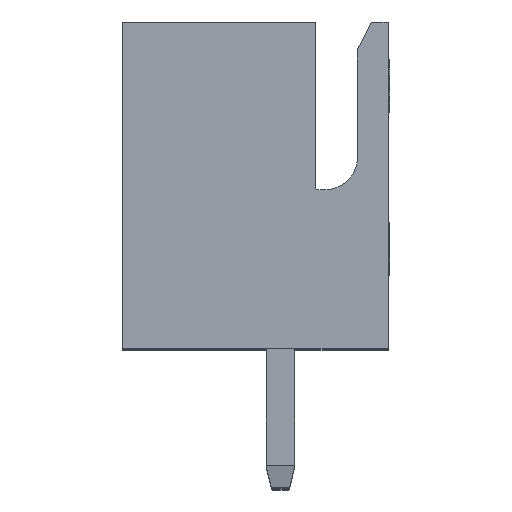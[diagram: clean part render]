
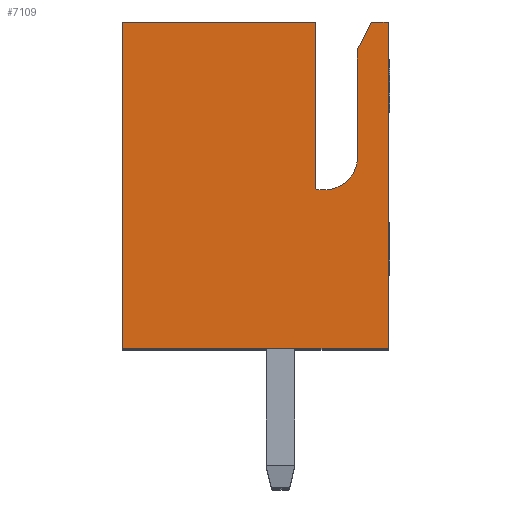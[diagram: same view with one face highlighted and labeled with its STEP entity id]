
A CAD part, top view. The second image highlights one B-rep face of the part: STEP entity #7109.
In plain terms, the highlighted planar face has unit normal (0, 0, 1).
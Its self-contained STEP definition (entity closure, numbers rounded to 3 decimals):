
#301=PLANE('',#7537);
#395=CIRCLE('',#7326,0.05);
#404=CIRCLE('',#7521,0.7);
#787=FACE_OUTER_BOUND('',#1194,.T.);
#1194=EDGE_LOOP('',(#6271,#6272,#6273,#6274,#6275,#6276,#6277,#6278,#6279,
#6280,#6281));
#1328=LINE('',#11280,#2077);
#1336=LINE('',#11295,#2085);
#1356=LINE('',#11351,#2105);
#1564=LINE('',#12261,#2313);
#1568=LINE('',#12279,#2317);
#1573=LINE('',#12288,#2322);
#1957=LINE('',#13075,#2706);
#1979=LINE('',#13124,#2728);
#1990=LINE('',#13147,#2739);
#2077=VECTOR('',#7763,10.);
#2085=VECTOR('',#7773,10.);
#2105=VECTOR('',#7819,10.);
#2313=VECTOR('',#8243,10.);
#2317=VECTOR('',#8263,10.);
#2322=VECTOR('',#8274,10.);
#2706=VECTOR('',#9024,10.);
#2728=VECTOR('',#9076,10.);
#2739=VECTOR('',#9103,10.);
#2974=VERTEX_POINT('',#11277);
#2975=VERTEX_POINT('',#11279);
#2981=VERTEX_POINT('',#11293);
#3003=VERTEX_POINT('',#11348);
#3004=VERTEX_POINT('',#11350);
#3197=VERTEX_POINT('',#12258);
#3198=VERTEX_POINT('',#12260);
#3202=VERTEX_POINT('',#12272);
#3204=VERTEX_POINT('',#12278);
#3425=VERTEX_POINT('',#13073);
#3437=VERTEX_POINT('',#13122);
#3629=EDGE_CURVE('',#2975,#2974,#1328,.T.);
#3637=EDGE_CURVE('',#2981,#2974,#1336,.T.);
#3664=EDGE_CURVE('',#3004,#3003,#1356,.T.);
#3950=EDGE_CURVE('',#3198,#3197,#1564,.T.);
#3956=EDGE_CURVE('',#2975,#3202,#395,.T.);
#3959=EDGE_CURVE('',#3204,#3202,#1568,.T.);
#3964=EDGE_CURVE('',#3198,#3003,#1573,.T.);
#4353=EDGE_CURVE('',#3197,#3425,#1957,.T.);
#4359=EDGE_CURVE('',#3425,#3204,#404,.T.);
#4378=EDGE_CURVE('',#3437,#2981,#1979,.T.);
#4389=EDGE_CURVE('',#3437,#3004,#1990,.T.);
#6271=ORIENTED_EDGE('',*,*,#3950,.T.);
#6272=ORIENTED_EDGE('',*,*,#4353,.T.);
#6273=ORIENTED_EDGE('',*,*,#4359,.T.);
#6274=ORIENTED_EDGE('',*,*,#3959,.T.);
#6275=ORIENTED_EDGE('',*,*,#3956,.F.);
#6276=ORIENTED_EDGE('',*,*,#3629,.T.);
#6277=ORIENTED_EDGE('',*,*,#3637,.F.);
#6278=ORIENTED_EDGE('',*,*,#4378,.F.);
#6279=ORIENTED_EDGE('',*,*,#4389,.T.);
#6280=ORIENTED_EDGE('',*,*,#3664,.T.);
#6281=ORIENTED_EDGE('',*,*,#3964,.F.);
#7109=ADVANCED_FACE('',(#787),#301,.T.);
#7326=AXIS2_PLACEMENT_3D('',#12273,#8256,#8257);
#7521=AXIS2_PLACEMENT_3D('',#13086,#9040,#9041);
#7537=AXIS2_PLACEMENT_3D('',#13146,#9101,#9102);
#7763=DIRECTION('',(0.,1.,0.));
#7773=DIRECTION('',(1.,0.,0.));
#7819=DIRECTION('',(0.,1.,0.));
#8243=DIRECTION('',(-0.447,-0.894,0.));
#8256=DIRECTION('center_axis',(0.,0.,1.));
#8257=DIRECTION('ref_axis',(-0.707,-0.707,0.));
#8263=DIRECTION('',(-1.,0.,0.));
#8274=DIRECTION('',(1.,0.,0.));
#9024=DIRECTION('',(0.,-1.,0.));
#9040=DIRECTION('center_axis',(0.,0.,-1.));
#9041=DIRECTION('ref_axis',(0.,-1.,0.));
#9076=DIRECTION('',(0.,1.,0.));
#9101=DIRECTION('center_axis',(0.,0.,1.));
#9102=DIRECTION('ref_axis',(1.,0.,0.));
#9103=DIRECTION('',(1.,0.,0.));
#11277=CARTESIAN_POINT('',(1.29,7.,11.52));
#11279=CARTESIAN_POINT('',(1.29,3.45,11.52));
#11280=CARTESIAN_POINT('',(1.29,1.7,11.52));
#11293=CARTESIAN_POINT('',(-2.85,7.,11.52));
#11295=CARTESIAN_POINT('',(-2.85,7.,11.52));
#11348=CARTESIAN_POINT('',(2.85,7.,11.52));
#11350=CARTESIAN_POINT('',(2.85,0.,11.52));
#11351=CARTESIAN_POINT('',(2.85,0.,11.52));
#12258=CARTESIAN_POINT('',(2.19,6.4,11.52));
#12260=CARTESIAN_POINT('',(2.49,7.,11.52));
#12261=CARTESIAN_POINT('',(0.556,3.132,11.52));
#12272=CARTESIAN_POINT('',(1.34,3.4,11.52));
#12273=CARTESIAN_POINT('Origin',(1.34,3.45,11.52));
#12278=CARTESIAN_POINT('',(1.49,3.4,11.52));
#12279=CARTESIAN_POINT('',(-0.68,3.4,11.52));
#12288=CARTESIAN_POINT('',(-2.85,7.,11.52));
#13073=CARTESIAN_POINT('',(2.19,4.1,11.52));
#13075=CARTESIAN_POINT('',(2.19,3.5,11.52));
#13086=CARTESIAN_POINT('Origin',(1.49,4.1,11.52));
#13122=CARTESIAN_POINT('',(-2.85,0.,11.52));
#13124=CARTESIAN_POINT('',(-2.85,0.,11.52));
#13146=CARTESIAN_POINT('Origin',(-2.85,0.,11.52));
#13147=CARTESIAN_POINT('',(-2.85,0.,11.52));
